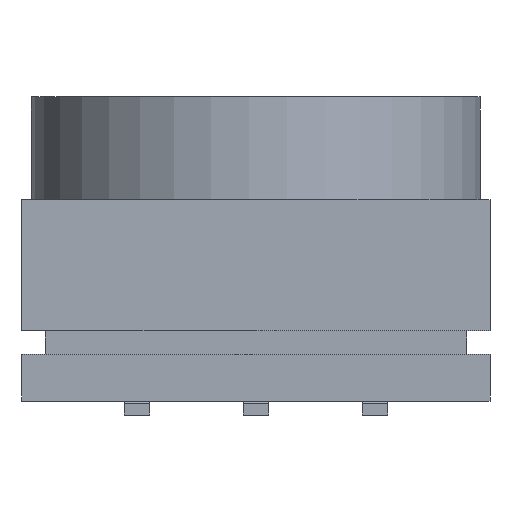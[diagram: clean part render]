
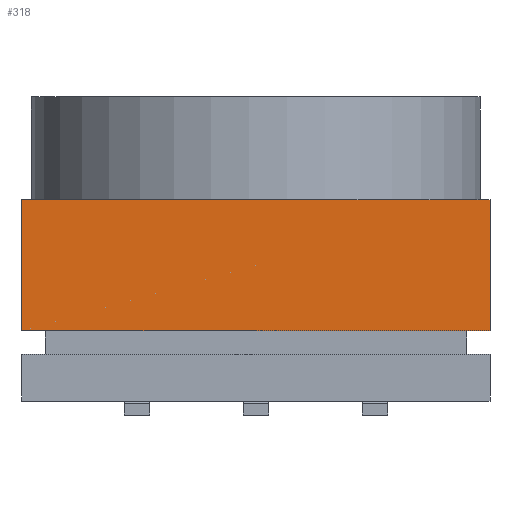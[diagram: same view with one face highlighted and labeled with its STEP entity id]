
A CAD part, left-side view. The second image highlights one B-rep face of the part: STEP entity #318.
In plain terms, the highlighted planar face has unit normal (-1, 0, 0).
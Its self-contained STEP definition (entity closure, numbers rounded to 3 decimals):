
#318 = ADVANCED_FACE( '', ( #847 ), #848, .F. );
#847 = FACE_OUTER_BOUND( '', #1626, .T. );
#848 = PLANE( '', #1627 );
#1626 = EDGE_LOOP( '', ( #2623, #2624, #2625, #2626 ) );
#1627 = AXIS2_PLACEMENT_3D( '', #2627, #2628, #2629 );
#2623 = ORIENTED_EDGE( '', *, *, #5131, .F. );
#2624 = ORIENTED_EDGE( '', *, *, #5132, .T. );
#2625 = ORIENTED_EDGE( '', *, *, #5133, .T. );
#2626 = ORIENTED_EDGE( '', *, *, #5134, .F. );
#2627 = CARTESIAN_POINT( '', ( -5., 5., 5. ) );
#2628 = DIRECTION( '', ( 1., 0., 0. ) );
#2629 = DIRECTION( '', ( 0., 0., -1. ) );
#5131 = EDGE_CURVE( '', #6086, #6087, #6088, .T. );
#5132 = EDGE_CURVE( '', #6086, #6089, #6090, .T. );
#5133 = EDGE_CURVE( '', #6089, #6091, #6092, .T. );
#5134 = EDGE_CURVE( '', #6087, #6091, #6093, .T. );
#6086 = VERTEX_POINT( '', #7578 );
#6087 = VERTEX_POINT( '', #7579 );
#6088 = LINE( '', #7580, #7581 );
#6089 = VERTEX_POINT( '', #7582 );
#6090 = LINE( '', #7583, #7584 );
#6091 = VERTEX_POINT( '', #7585 );
#6092 = LINE( '', #7586, #7587 );
#6093 = LINE( '', #7588, #7589 );
#7578 = CARTESIAN_POINT( '', ( -5., 5., 2.8 ) );
#7579 = CARTESIAN_POINT( '', ( -5., -5., 2.8 ) );
#7580 = CARTESIAN_POINT( '', ( -5., 5., 2.8 ) );
#7581 = VECTOR( '', #10013, 1000. );
#7582 = CARTESIAN_POINT( '', ( -5., 5., 0. ) );
#7583 = CARTESIAN_POINT( '', ( -5., 5., 5. ) );
#7584 = VECTOR( '', #10014, 1000. );
#7585 = CARTESIAN_POINT( '', ( -5., -5., 0. ) );
#7586 = CARTESIAN_POINT( '', ( -5., 5., 0. ) );
#7587 = VECTOR( '', #10015, 1000. );
#7588 = CARTESIAN_POINT( '', ( -5., -5., 5. ) );
#7589 = VECTOR( '', #10016, 1000. );
#10013 = DIRECTION( '', ( 0., -1., 0. ) );
#10014 = DIRECTION( '', ( 0., 0., -1. ) );
#10015 = DIRECTION( '', ( 0., -1., 0. ) );
#10016 = DIRECTION( '', ( 0., 0., -1. ) );
